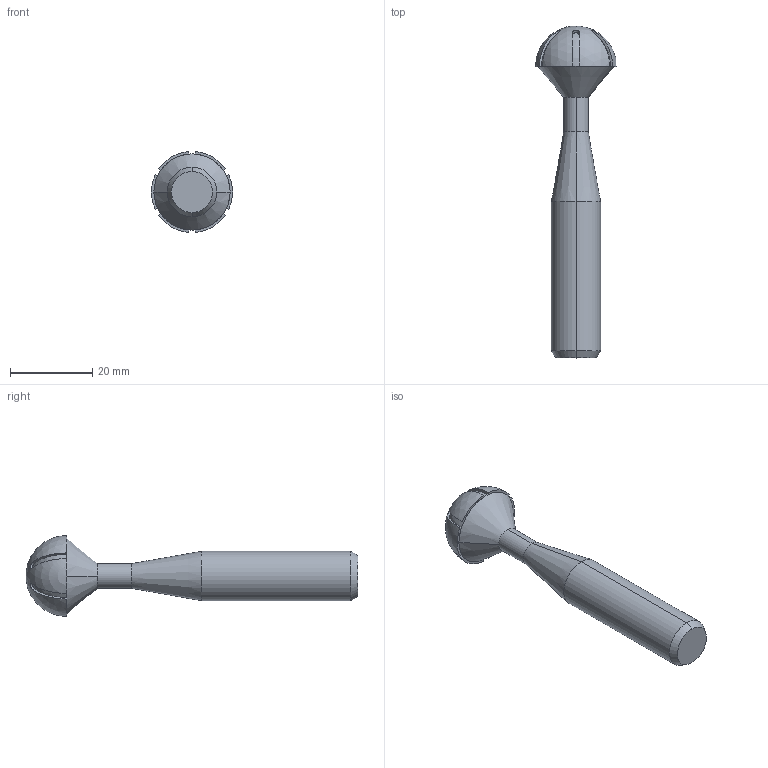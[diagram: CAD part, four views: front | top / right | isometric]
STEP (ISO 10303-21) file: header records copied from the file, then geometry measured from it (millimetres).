
FILE_DESCRIPTION (( 'STEP AP214' ), '1' );
FILE_NAME ('TA-00171.STEP', '2026-03-17T09:53:06', ( '' ), ( '' ), 'SwSTEP 2.0', 'SolidWorks 2023', '' );
FILE_SCHEMA (( 'AUTOMOTIVE_DESIGN' ));
Length unit declared in the file: millimetre
Products named in the file (5): VT-00006; TR-00005; TA-00171; VR-00012; VP-00049_Formed
Assembly tree (4 placements, depth 3):
  TA-00171
    VR-00012
      VT-00006
      TR-00005
    VP-00049_Formed
Bounding box: 19.7 x 80.59 x 19.64 mm (x, y, z)
Volume: 8516.9 mm3; surface area: 4756.7 mm2
Topology: 3 solids, 3 shells, 57 faces, 150 edges, 91 vertices
Faces by surface type: cone 24, sphere 10, cylinder 10, plane 7, bspline 6
Entity records: 3169 total; most frequent: CARTESIAN_POINT 1700, DIRECTION 304, ORIENTED_EDGE 276, EDGE_CURVE 138, AXIS2_PLACEMENT_3D 135, VERTEX_POINT 85, CIRCLE 76, FACE_OUTER_BOUND 57
